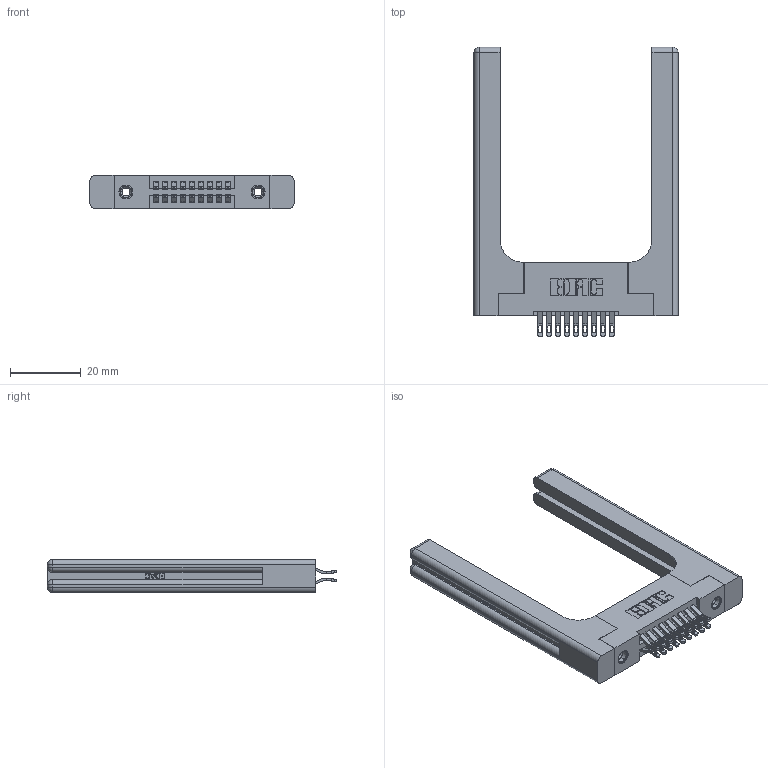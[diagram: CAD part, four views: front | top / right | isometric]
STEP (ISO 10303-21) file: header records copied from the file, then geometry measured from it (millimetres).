
FILE_DESCRIPTION (( 'STEP AP203' ), '1' );
FILE_NAME ('345-018-555-258.STEP', '2019-10-27T06:42:03', ( '' ), ( '' ), 'SwSTEP 2.0', 'SolidWorks 2016', '' );
FILE_SCHEMA (( 'CONFIG_CONTROL_DESIGN' ));
Length unit declared in the file: inch
Products named in the file (5): 345-292-001_555 Tail; 345 Part_Flush Mounting Lugs - 0.156 Dia-TH; 345-220-058_345-220-058; 345-018-555-258; 345-250-001_345-250-001-102
Assembly tree (23 placements, depth 2):
  345-018-555-258
    345 Part_Flush Mounting Lugs - 0.156 Dia-TH
    345-292-001_555 Tail  x18
    345-250-001_345-250-001-102  x2
    345-220-058_345-220-058  x2
Bounding box: 57.89 x 82.09 x 9.4 mm (x, y, z)
Volume: 13844.2 mm3; surface area: 12537.7 mm2
Topology: 23 solids, 23 shells, 1390 faces, 4193 edges, 2774 vertices
Faces by surface type: plane 786, cylinder 544, bspline 36, cone 12, sphere 8, torus 4
Entity records: 17012 total; most frequent: CARTESIAN_POINT 3911, ORIENTED_EDGE 2612, DIRECTION 2390, EDGE_CURVE 1306, VECTOR 1026, LINE 1026, VERTEX_POINT 862, AXIS2_PLACEMENT_3D 682
